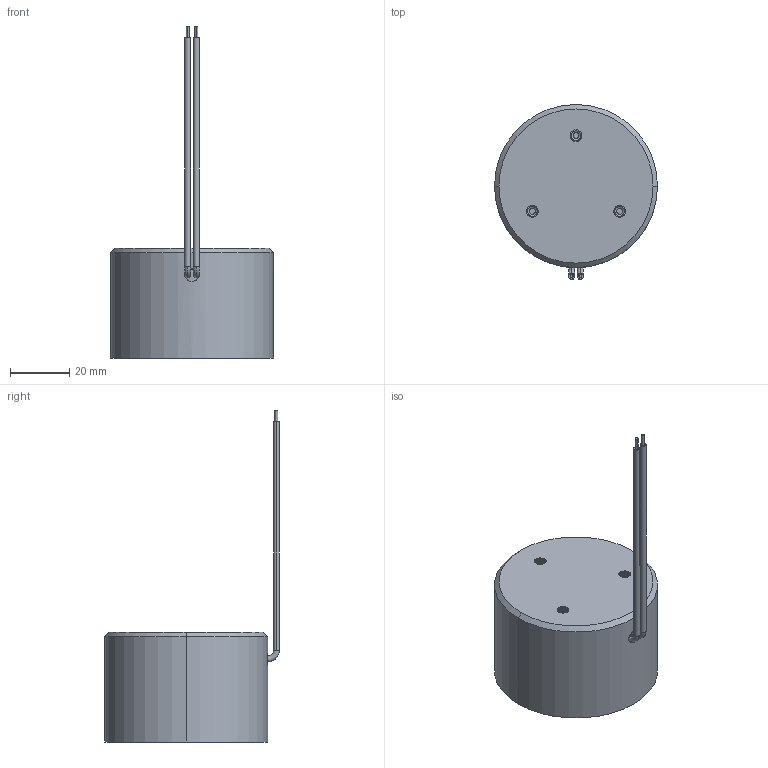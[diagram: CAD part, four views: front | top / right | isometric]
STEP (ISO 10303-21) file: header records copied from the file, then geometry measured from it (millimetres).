
FILE_DESCRIPTION (( 'STEP AP203' ), '1' );
FILE_NAME ('ET5537.STEP', '2019-07-11T06:11:32', ( 'user' ), ( '' ), 'SwSTEP 2.0', 'SolidWorks 2011', '' );
FILE_SCHEMA (( 'CONFIG_CONTROL_DESIGN' ));
Length unit declared in the file: millimetre
Products named in the file (4): ET5537; ET5537線圈組_1; ET5537灌膠_1; BD08324R_1
Assembly tree (3 placements, depth 2):
  ET5537
    ET5537線圈組_1
    ET5537灌膠_1
    BD08324R_1
Bounding box: 55 x 59 x 112 mm (x, y, z)
Volume: 103026 mm3; surface area: 36420.4 mm2
Topology: 3 solids, 3 shells, 208 faces, 450 edges, 252 vertices
Faces by surface type: cone 96, cylinder 87, plane 19, bspline 6
Entity records: 6250 total; most frequent: CARTESIAN_POINT 1172, DIRECTION 1114, ORIENTED_EDGE 900, AXIS2_PLACEMENT_3D 466, EDGE_CURVE 450, CIRCLE 258, VERTEX_POINT 252, EDGE_LOOP 224
